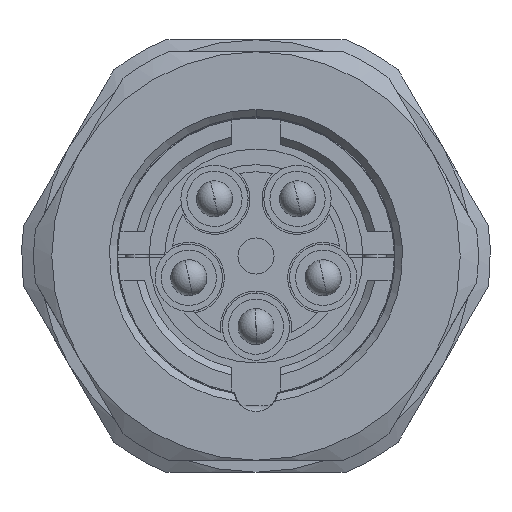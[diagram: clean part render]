
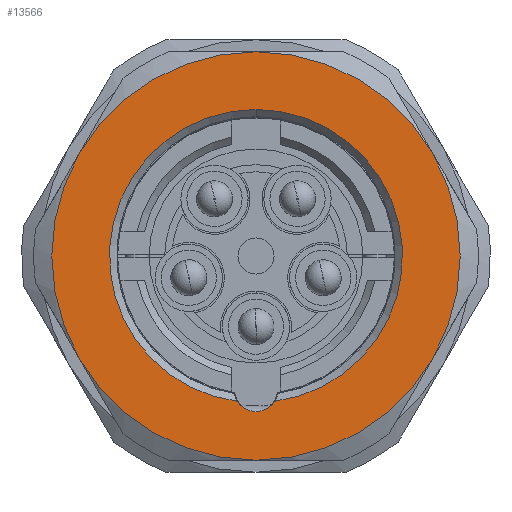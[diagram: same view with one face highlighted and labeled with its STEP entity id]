
A CAD part, front view. The second image highlights one B-rep face of the part: STEP entity #13566.
In plain terms, the highlighted planar face has unit normal (0, -1, 0).
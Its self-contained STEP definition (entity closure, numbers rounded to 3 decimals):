
#64 = DIRECTION ( 'NONE',  ( 0., -1., 0. ) ) ;
#452 = EDGE_CURVE ( 'NONE', #13739, #3628, #9163, .T. ) ;
#627 = ORIENTED_EDGE ( 'NONE', *, *, #10213, .T. ) ;
#745 = EDGE_CURVE ( 'NONE', #2736, #3628, #8108, .T. ) ;
#791 = EDGE_CURVE ( 'NONE', #13739, #2736, #11273, .T. ) ;
#986 = DIRECTION ( 'NONE',  ( 0., 0., -1. ) ) ;
#1059 = DIRECTION ( 'NONE',  ( 0., 0., -1. ) ) ;
#1433 = CARTESIAN_POINT ( 'NONE',  ( 0., -9.2, -5.55 ) ) ;
#1435 = CARTESIAN_POINT ( 'NONE',  ( 0., -9.2, 6.1 ) ) ;
#1543 = VERTEX_POINT ( 'NONE', #10403 ) ;
#1588 = CIRCLE ( 'NONE', #9284, 8.5 ) ;
#1759 = CARTESIAN_POINT ( 'NONE',  ( 0., -9.2, 0. ) ) ;
#2101 = EDGE_CURVE ( 'NONE', #3588, #16411, #9655, .T. ) ;
#2223 = DIRECTION ( 'NONE',  ( 0., -1., 0. ) ) ;
#2736 = VERTEX_POINT ( 'NONE', #1435 ) ;
#2773 = DIRECTION ( 'NONE',  ( 0., 0., 1. ) ) ;
#3102 = DIRECTION ( 'NONE',  ( 0., 0., -1. ) ) ;
#3367 = CARTESIAN_POINT ( 'NONE',  ( 0., -9.2, 0. ) ) ;
#3588 = VERTEX_POINT ( 'NONE', #13438 ) ;
#3628 = VERTEX_POINT ( 'NONE', #17535 ) ;
#4178 = AXIS2_PLACEMENT_3D ( 'NONE', #3367, #12820, #4734 ) ;
#4396 = VERTEX_POINT ( 'NONE', #11706 ) ;
#4734 = DIRECTION ( 'NONE',  ( 0., 0., 1. ) ) ;
#5717 = EDGE_CURVE ( 'NONE', #1543, #3588, #12546, .T. ) ;
#5718 = ORIENTED_EDGE ( 'NONE', *, *, #5717, .T. ) ;
#5973 = ORIENTED_EDGE ( 'NONE', *, *, #13555, .T. ) ;
#6156 = EDGE_CURVE ( 'NONE', #16411, #12558, #12953, .T. ) ;
#6180 = AXIS2_PLACEMENT_3D ( 'NONE', #1433, #10867, #2773 ) ;
#6563 = ORIENTED_EDGE ( 'NONE', *, *, #745, .T. ) ;
#7367 = EDGE_LOOP ( 'NONE', ( #12154, #6563, #10664 ) ) ;
#7613 = CARTESIAN_POINT ( 'NONE',  ( 0., -9.2, 0. ) ) ;
#7721 = DIRECTION ( 'NONE',  ( 0., 1., 0. ) ) ;
#7745 = AXIS2_PLACEMENT_3D ( 'NONE', #7613, #17081, #8954 ) ;
#7778 = AXIS2_PLACEMENT_3D ( 'NONE', #16630, #16923, #8800 ) ;
#8108 = CIRCLE ( 'NONE', #7745, 6.1 ) ;
#8161 = CARTESIAN_POINT ( 'NONE',  ( 0., -9.2, 0. ) ) ;
#8361 = AXIS2_PLACEMENT_3D ( 'NONE', #17185, #9060, #986 ) ;
#8676 = AXIS2_PLACEMENT_3D ( 'NONE', #1759, #11200, #3102 ) ;
#8800 = DIRECTION ( 'NONE',  ( 0., 0., -1. ) ) ;
#8954 = DIRECTION ( 'NONE',  ( 0., 0., -1. ) ) ;
#9060 = DIRECTION ( 'NONE',  ( 0., -1., 0. ) ) ;
#9124 = ORIENTED_EDGE ( 'NONE', *, *, #2101, .T. ) ;
#9133 = DIRECTION ( 'NONE',  ( 0., -1., 0. ) ) ;
#9163 = CIRCLE ( 'NONE', #6180, 0.925 ) ;
#9284 = AXIS2_PLACEMENT_3D ( 'NONE', #17259, #9133, #1059 ) ;
#9515 = DIRECTION ( 'NONE',  ( 0., 0., -1. ) ) ;
#9655 = CIRCLE ( 'NONE', #10247, 8.5 ) ;
#9699 = CIRCLE ( 'NONE', #8676, 8.5 ) ;
#10213 = EDGE_CURVE ( 'NONE', #12558, #13525, #9699, .T. ) ;
#10247 = AXIS2_PLACEMENT_3D ( 'NONE', #10295, #2223, #11664 ) ;
#10295 = CARTESIAN_POINT ( 'NONE',  ( 0., -9.2, 0. ) ) ;
#10403 = CARTESIAN_POINT ( 'NONE',  ( -7.361, -9.2, -4.25 ) ) ;
#10664 = ORIENTED_EDGE ( 'NONE', *, *, #452, .F. ) ;
#10668 = ORIENTED_EDGE ( 'NONE', *, *, #6156, .T. ) ;
#10867 = DIRECTION ( 'NONE',  ( 0., -1., 0. ) ) ;
#10874 = EDGE_LOOP ( 'NONE', ( #5718, #9124, #10668, #627, #5973, #13171 ) ) ;
#11173 = CARTESIAN_POINT ( 'NONE',  ( 0., -9.2, 8.5 ) ) ;
#11200 = DIRECTION ( 'NONE',  ( 0., -1., 0. ) ) ;
#11273 = CIRCLE ( 'NONE', #11370, 6.1 ) ;
#11296 = AXIS2_PLACEMENT_3D ( 'NONE', #8161, #64, #9515 ) ;
#11308 = CARTESIAN_POINT ( 'NONE',  ( 7.361, -9.2, -4.25 ) ) ;
#11370 = AXIS2_PLACEMENT_3D ( 'NONE', #15812, #7721, #17192 ) ;
#11619 = CARTESIAN_POINT ( 'NONE',  ( 7.361, -9.2, 4.25 ) ) ;
#11664 = DIRECTION ( 'NONE',  ( 0., 0., -1. ) ) ;
#11706 = CARTESIAN_POINT ( 'NONE',  ( -7.361, -9.2, 4.25 ) ) ;
#12154 = ORIENTED_EDGE ( 'NONE', *, *, #791, .T. ) ;
#12210 = CIRCLE ( 'NONE', #4178, 8.5 ) ;
#12546 = CIRCLE ( 'NONE', #8361, 8.5 ) ;
#12558 = VERTEX_POINT ( 'NONE', #11619 ) ;
#12820 = DIRECTION ( 'NONE',  ( 0., -1., 0. ) ) ;
#12953 = CIRCLE ( 'NONE', #11296, 8.5 ) ;
#13171 = ORIENTED_EDGE ( 'NONE', *, *, #17395, .T. ) ;
#13288 = CARTESIAN_POINT ( 'NONE',  ( -0.778, -9.2, -6.05 ) ) ;
#13438 = CARTESIAN_POINT ( 'NONE',  ( 0., -9.2, -8.5 ) ) ;
#13525 = VERTEX_POINT ( 'NONE', #11173 ) ;
#13555 = EDGE_CURVE ( 'NONE', #13525, #4396, #12210, .T. ) ;
#13566 = ADVANCED_FACE ( 'NONE', ( #15394, #16241 ), #15553, .F. ) ;
#13739 = VERTEX_POINT ( 'NONE', #13288 ) ;
#15394 = FACE_BOUND ( 'NONE', #7367, .T. ) ;
#15553 = PLANE ( 'NONE',  #7778 ) ;
#15812 = CARTESIAN_POINT ( 'NONE',  ( 0., -9.2, 0. ) ) ;
#16241 = FACE_OUTER_BOUND ( 'NONE', #10874, .T. ) ;
#16411 = VERTEX_POINT ( 'NONE', #11308 ) ;
#16630 = CARTESIAN_POINT ( 'NONE',  ( 0., -9.2, 0. ) ) ;
#16923 = DIRECTION ( 'NONE',  ( 0., 1., 0. ) ) ;
#17081 = DIRECTION ( 'NONE',  ( 0., 1., 0. ) ) ;
#17185 = CARTESIAN_POINT ( 'NONE',  ( 0., -9.2, 0. ) ) ;
#17192 = DIRECTION ( 'NONE',  ( 0., 0., -1. ) ) ;
#17259 = CARTESIAN_POINT ( 'NONE',  ( 0., -9.2, 0. ) ) ;
#17395 = EDGE_CURVE ( 'NONE', #4396, #1543, #1588, .T. ) ;
#17535 = CARTESIAN_POINT ( 'NONE',  ( 0.778, -9.2, -6.05 ) ) ;
